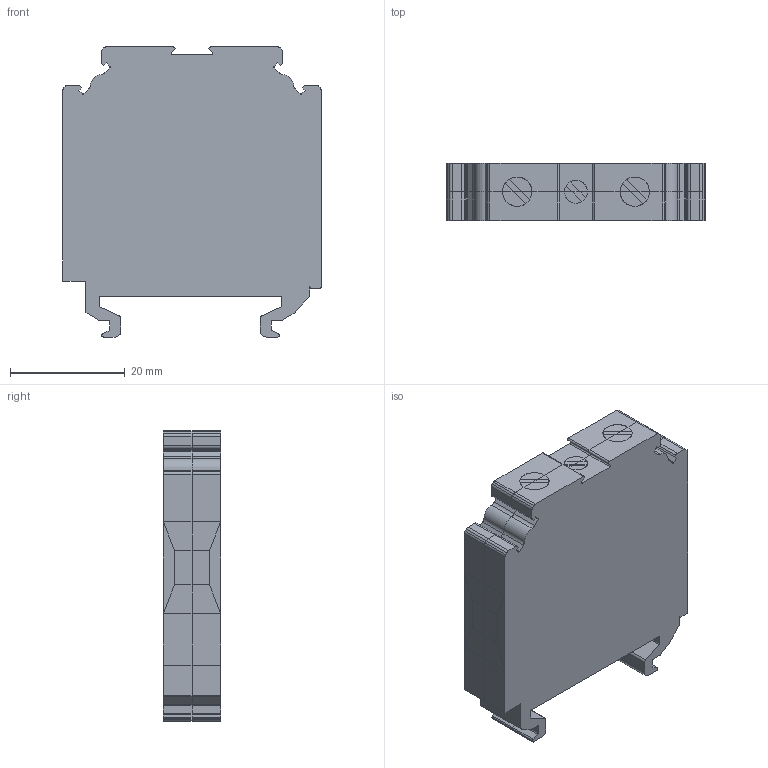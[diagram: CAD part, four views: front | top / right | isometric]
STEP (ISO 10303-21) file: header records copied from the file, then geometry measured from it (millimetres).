
FILE_DESCRIPTION(/* description */ (''),/* implementation_level */ '2;1');
FILE_NAME(/* name */ 'CGT10U.stp',/* time_stamp */ '2017-06-01T10:57:58-04:00',/* author */ ('CAD Station'),/* organization */ (''),/* preprocessor_version */ 'ST-DEVELOPER v16.1',/* originating_system */ 'Autodesk Inventor 2016',/* authorisation */ '');
FILE_SCHEMA (('AUTOMOTIVE_DESIGN { 1 0 10303 214 3 1 1 }'));
Length unit declared in the file: metre
Products named in the file (1): CGT10U
Bounding box: 45.02 x 10 x 50.53 mm (x, y, z)
Volume: 18876.3 mm3; surface area: 9826.8 mm2
Topology: 2 solids, 2 shells, 290 faces, 834 edges, 548 vertices
Faces by surface type: plane 192, cylinder 98
Entity records: 9822 total; most frequent: CARTESIAN_POINT 1673, ORIENTED_EDGE 1668, DIRECTION 1624, EDGE_CURVE 834, LINE 626, VECTOR 626, VERTEX_POINT 548, AXIS2_PLACEMENT_3D 499
